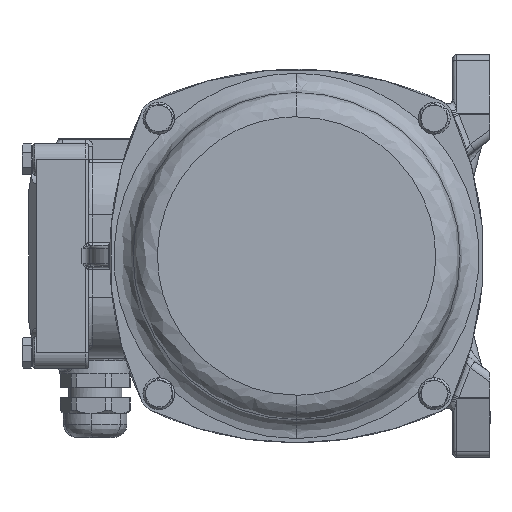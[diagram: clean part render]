
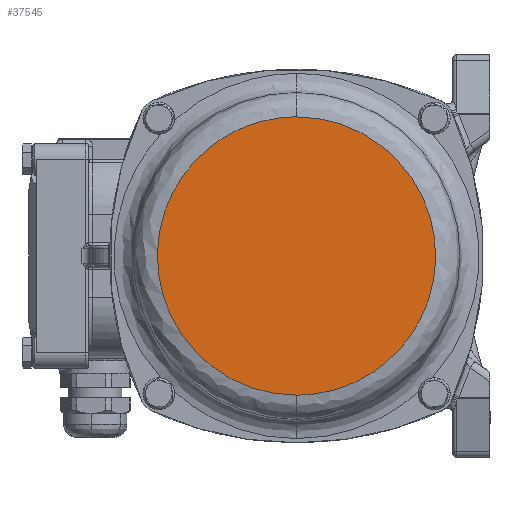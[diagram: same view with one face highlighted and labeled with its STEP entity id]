
A CAD part, left-side view. The second image highlights one B-rep face of the part: STEP entity #37545.
In plain terms, the highlighted planar face has unit normal (-1, 0, 0).
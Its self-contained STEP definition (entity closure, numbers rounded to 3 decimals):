
#5591 = CARTESIAN_POINT ( 'NONE',  ( -147.5, 0., -52.5 ) ) ;
#8714 = VERTEX_POINT ( 'NONE', #16835 ) ;
#12373 = EDGE_CURVE ( 'NONE', #31182, #8714, #28043, .T. ) ;
#12480 = CARTESIAN_POINT ( 'NONE',  ( -147.5, 105., -52.5 ) ) ;
#14615 =( BOUNDED_CURVE ( )  B_SPLINE_CURVE ( 3, ( #68485, #12480, #50238, #43999 ),
 .UNSPECIFIED., .F., .F. ) 
 B_SPLINE_CURVE_WITH_KNOTS ( ( 4, 4 ),
 ( 0., 1. ),
 .UNSPECIFIED. ) 
 CURVE ( )  GEOMETRIC_REPRESENTATION_ITEM ( )  RATIONAL_B_SPLINE_CURVE ( ( 1., 0.333, 0.333, 1. ) ) 
 REPRESENTATION_ITEM ( '' )  );
#16835 = CARTESIAN_POINT ( 'NONE',  ( -147.5, 0., -52.5 ) ) ;
#20036 = EDGE_CURVE ( 'NONE', #8714, #31182, #14615, .T. ) ;
#25107 = FACE_OUTER_BOUND ( 'NONE', #40161, .T. ) ;
#27050 = CARTESIAN_POINT ( 'NONE',  ( -147.5, 0., 52.5 ) ) ;
#28043 =( BOUNDED_CURVE ( )  B_SPLINE_CURVE ( 3, ( #67313, #54274, #42813, #5591 ),
 .UNSPECIFIED., .F., .F. ) 
 B_SPLINE_CURVE_WITH_KNOTS ( ( 4, 4 ),
 ( 0., 1. ),
 .UNSPECIFIED. ) 
 CURVE ( )  GEOMETRIC_REPRESENTATION_ITEM ( )  RATIONAL_B_SPLINE_CURVE ( ( 1., 0.333, 0.333, 1. ) ) 
 REPRESENTATION_ITEM ( '' )  );
#30902 = DIRECTION ( 'NONE',  ( 0., 0., -1. ) ) ;
#31182 = VERTEX_POINT ( 'NONE', #27050 ) ;
#31731 = PLANE ( 'NONE',  #32117 ) ;
#32117 = AXIS2_PLACEMENT_3D ( 'NONE', #56135, #38150, #30902 ) ;
#32585 = ORIENTED_EDGE ( 'NONE', *, *, #20036, .F. ) ;
#37545 = ADVANCED_FACE ( 'NONE', ( #25107 ), #31731, .F. ) ;
#38150 = DIRECTION ( 'NONE',  ( 1., 0., 0. ) ) ;
#40161 = EDGE_LOOP ( 'NONE', ( #63070, #32585 ) ) ;
#42813 = CARTESIAN_POINT ( 'NONE',  ( -147.5, -105., -52.5 ) ) ;
#43999 = CARTESIAN_POINT ( 'NONE',  ( -147.5, 0., 52.5 ) ) ;
#50238 = CARTESIAN_POINT ( 'NONE',  ( -147.5, 105., 52.5 ) ) ;
#54274 = CARTESIAN_POINT ( 'NONE',  ( -147.5, -105., 52.5 ) ) ;
#56135 = CARTESIAN_POINT ( 'NONE',  ( -147.5, 0., -61.7 ) ) ;
#63070 = ORIENTED_EDGE ( 'NONE', *, *, #12373, .F. ) ;
#67313 = CARTESIAN_POINT ( 'NONE',  ( -147.5, 0., 52.5 ) ) ;
#68485 = CARTESIAN_POINT ( 'NONE',  ( -147.5, 0., -52.5 ) ) ;
